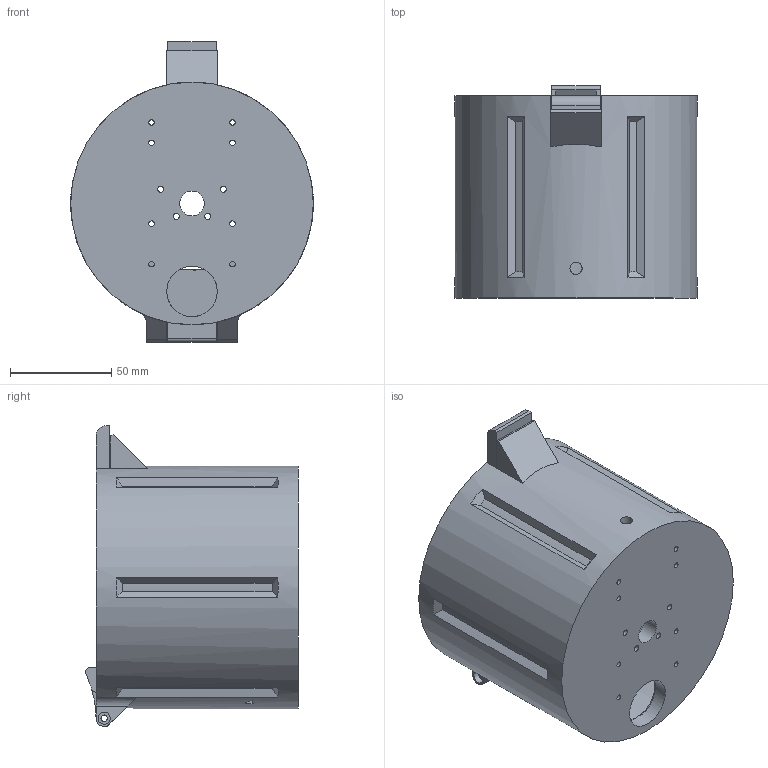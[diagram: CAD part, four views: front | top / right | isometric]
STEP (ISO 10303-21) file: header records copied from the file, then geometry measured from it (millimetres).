
FILE_DESCRIPTION(/* description */ (''),/* implementation_level */ '2;1');
FILE_NAME(/* name */ 'Angled Hopper.step',/* time_stamp */ '2021-02-23T19:33:12-06:00',/* author */ (''),/* organization */ (''),/* preprocessor_version */ 'ST-DEVELOPER v18.1',/* originating_system */ 'Autodesk Translation Framework v9.7.1.1290',/* authorisation */ '');
FILE_SCHEMA (('AUTOMOTIVE_DESIGN { 1 0 10303 214 3 1 1 }'));
Length unit declared in the file: millimetre
Products named in the file (2): Angled Hopper; New Lid with space for feed gate
Assembly tree (1 placements, depth 2):
  Angled Hopper
    New Lid with space for feed gate
Bounding box: 120 x 105.14 x 148.68 mm (x, y, z)
Volume: 246497.5 mm3; surface area: 113919.3 mm2
Topology: 2 solids, 2 shells, 198 faces, 482 edges, 317 vertices
Faces by surface type: plane 122, cylinder 66, bspline 5, cone 4, torus 1
Full cylindrical faces by diameter (mm): 2.7 x8, 3 x4, 3.2 x14, 6 x15, 8 x4, 12.2 x1, 25 x1, 112 x1, 120 x1
Entity records: 6189 total; most frequent: CARTESIAN_POINT 1260, DIRECTION 1030, ORIENTED_EDGE 960, EDGE_CURVE 480, AXIS2_PLACEMENT_3D 377, VERTEX_POINT 317, EDGE_LOOP 277, LINE 276
